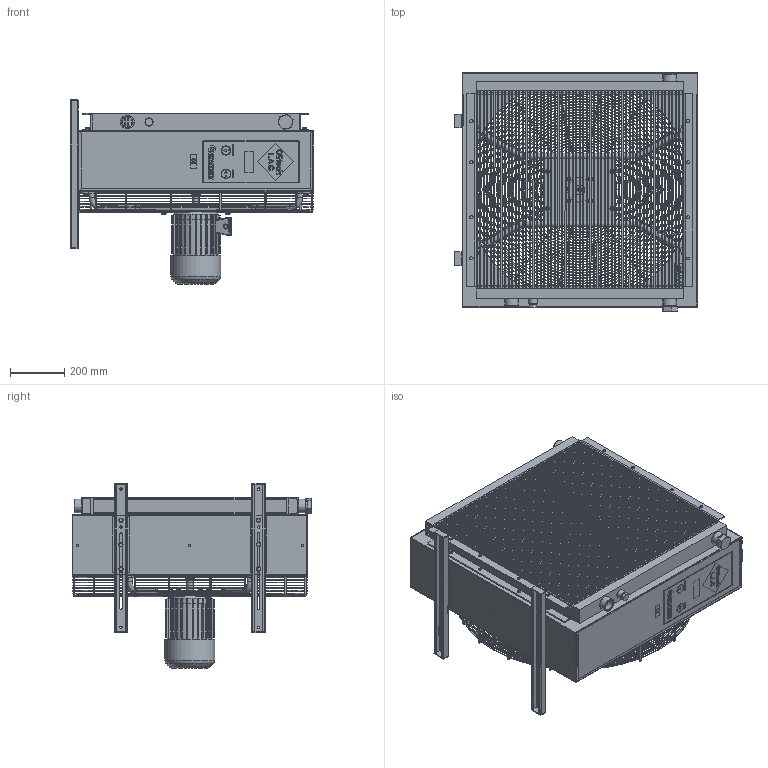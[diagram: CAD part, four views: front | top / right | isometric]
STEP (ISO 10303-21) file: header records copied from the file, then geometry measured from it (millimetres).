
FILE_DESCRIPTION((''),'2;1');
FILE_NAME('LAC-056-8-A-00-000-0-0.stp','2008-06-10T11:02:33',('smasc'),(''),'Autodesk Inventor 2008','Autodesk Inventor 2008','');
FILE_SCHEMA(('AUTOMOTIVE_DESIGN { 1 0 10303 214 1 1 1 1 }'));
Length unit declared in the file: millimetre
Products named in the file (1): Part1
Bounding box: 900.17 x 884.42 x 681.5 mm (x, y, z)
Volume: 23851880.6 mm3; surface area: 10642330.4 mm2
Topology: 29 solids, 29 shells, 4001 faces, 10006 edges, 6156 vertices
Faces by surface type: plane 2288, cylinder 823, bspline 368, cone 232, sphere 165, torus 125
Full cylindrical faces by diameter (mm): 2 x1, 5 x48, 6.8 x1, 7.5 x4, 8 x45, 8.4 x15, 8.5 x4, 9 x8, 10.5 x4, 11 x8, 11.63 x15, 11.7 x1, 12 x1, 12.5 x2, 14.1 x1, 15 x5, 16 x15, 18.631 x1, 20 x10, 21 x2, 24 x1, 28 x1, 28.5 x1, 30 x1, 33 x2, 35 x3, 36 x1, 38.952 x1, 42 x2, 50 x3
Entity records: 126507 total; most frequent: CARTESIAN_POINT 33382, ORIENTED_EDGE 18510, DIRECTION 17428, EDGE_CURVE 9255, VERTEX_POINT 6005, VECTOR 5930, LINE 5930, AXIS2_PLACEMENT_3D 5749
